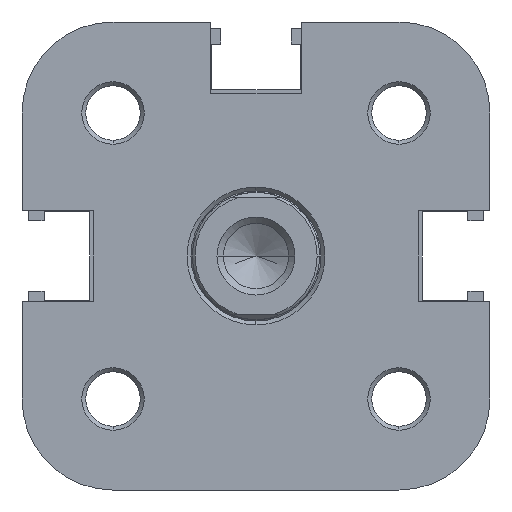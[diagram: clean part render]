
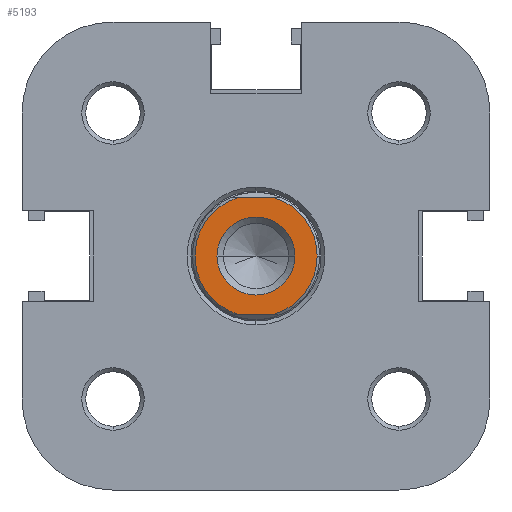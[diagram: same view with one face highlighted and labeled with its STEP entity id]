
A CAD part, left-side view. The second image highlights one B-rep face of the part: STEP entity #5193.
In plain terms, the highlighted face is planar.
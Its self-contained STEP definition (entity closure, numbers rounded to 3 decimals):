
#4 = EDGE_CURVE ( 'NONE', #3935, #3987, #4972, .T. ) ;
#10 = EDGE_CURVE ( 'NONE', #3981, #3979, #4979, .T. ) ;
#11 = EDGE_CURVE ( 'NONE', #3935, #3983, #4978, .T. ) ;
#12 = EDGE_CURVE ( 'NONE', #3972, #3991, #4977, .T. ) ;
#16 = EDGE_CURVE ( 'NONE', #3991, #3983, #4983, .T. ) ;
#26 = EDGE_CURVE ( 'NONE', #3987, #3972, #4997, .T. ) ;
#186 = EDGE_CURVE ( 'NONE', #3979, #3981, #880, .T. ) ;
#880 = CIRCLE ( 'NONE', #906, 3. ) ;
#906 = AXIS2_PLACEMENT_3D ( 'NONE', #1463, #1465, #1466 ) ;
#922 = AXIS2_PLACEMENT_3D ( 'NONE', #1029, #1030, #1031 ) ;
#923 = AXIS2_PLACEMENT_3D ( 'NONE', #1046, #1047, #1048 ) ;
#929 = AXIS2_PLACEMENT_3D ( 'NONE', #1075, #1077, #1078 ) ;
#962 = AXIS2_PLACEMENT_3D ( 'NONE', #1012, #1013, #1014 ) ;
#1012 = CARTESIAN_POINT ( 'NONE',  ( 189., 0., 0. ) ) ;
#1013 = DIRECTION ( 'NONE',  ( -1., 0., 0. ) ) ;
#1014 = DIRECTION ( 'NONE',  ( 0., 0., -1. ) ) ;
#1027 = CARTESIAN_POINT ( 'NONE',  ( 189., 4.5, -10. ) ) ;
#1029 = CARTESIAN_POINT ( 'NONE',  ( 189., 0., 0. ) ) ;
#1030 = DIRECTION ( 'NONE',  ( 1., 0., 0. ) ) ;
#1031 = DIRECTION ( 'NONE',  ( 0., 0., -1. ) ) ;
#1032 = CARTESIAN_POINT ( 'NONE',  ( 189., -4.5, -10. ) ) ;
#1034 = DIRECTION ( 'NONE',  ( 0., 0., 1. ) ) ;
#1036 = DIRECTION ( 'NONE',  ( 0., 0., 1. ) ) ;
#1046 = CARTESIAN_POINT ( 'NONE',  ( 189., 0., 0. ) ) ;
#1047 = DIRECTION ( 'NONE',  ( -1., 0., 0. ) ) ;
#1048 = DIRECTION ( 'NONE',  ( 0., 0., -1. ) ) ;
#1075 = CARTESIAN_POINT ( 'NONE',  ( 189., 0., 0. ) ) ;
#1077 = DIRECTION ( 'NONE',  ( -1., 0., 0. ) ) ;
#1078 = DIRECTION ( 'NONE',  ( 0., 0., -1. ) ) ;
#1463 = CARTESIAN_POINT ( 'NONE',  ( 189., 0., 0. ) ) ;
#1465 = DIRECTION ( 'NONE',  ( 1., 0., 0. ) ) ;
#1466 = DIRECTION ( 'NONE',  ( 0., 0., -1. ) ) ;
#3031 = FACE_BOUND ( 'NONE', #4092, .T. ) ;
#3040 = FACE_OUTER_BOUND ( 'NONE', #4064, .T. ) ;
#3480 = AXIS2_PLACEMENT_3D ( 'NONE', #6182, #6184, #6185 ) ;
#3935 = VERTEX_POINT ( 'NONE', #5616 ) ;
#3972 = VERTEX_POINT ( 'NONE', #5651 ) ;
#3979 = VERTEX_POINT ( 'NONE', #5658 ) ;
#3981 = VERTEX_POINT ( 'NONE', #5660 ) ;
#3983 = VERTEX_POINT ( 'NONE', #5662 ) ;
#3987 = VERTEX_POINT ( 'NONE', #5666 ) ;
#3991 = VERTEX_POINT ( 'NONE', #5670 ) ;
#4064 = EDGE_LOOP ( 'NONE', ( #4651, #4652, #4653, #4654, #4655 ) ) ;
#4092 = EDGE_LOOP ( 'NONE', ( #4649, #4650 ) ) ;
#4649 = ORIENTED_EDGE ( 'NONE', *, *, #10, .F. ) ;
#4650 = ORIENTED_EDGE ( 'NONE', *, *, #186, .F. ) ;
#4651 = ORIENTED_EDGE ( 'NONE', *, *, #11, .T. ) ;
#4652 = ORIENTED_EDGE ( 'NONE', *, *, #16, .F. ) ;
#4653 = ORIENTED_EDGE ( 'NONE', *, *, #12, .F. ) ;
#4654 = ORIENTED_EDGE ( 'NONE', *, *, #26, .F. ) ;
#4655 = ORIENTED_EDGE ( 'NONE', *, *, #4, .F. ) ;
#4972 = CIRCLE ( 'NONE', #962, 4.7 ) ;
#4976 = VECTOR ( 'NONE', #1034, 1000. ) ;
#4977 = LINE ( 'NONE', #1032, #4980 ) ;
#4978 = LINE ( 'NONE', #1027, #4976 ) ;
#4979 = CIRCLE ( 'NONE', #922, 3. ) ;
#4980 = VECTOR ( 'NONE', #1036, 1000. ) ;
#4983 = CIRCLE ( 'NONE', #923, 4.7 ) ;
#4997 = CIRCLE ( 'NONE', #929, 4.7 ) ;
#5193 = ADVANCED_FACE ( 'NONE', ( #3031, #3040 ), #6183, .F. ) ;
#5616 = CARTESIAN_POINT ( 'NONE',  ( 189., 4.5, -1.356 ) ) ;
#5651 = CARTESIAN_POINT ( 'NONE',  ( 189., -4.5, -1.356 ) ) ;
#5658 = CARTESIAN_POINT ( 'NONE',  ( 189., 0., -3. ) ) ;
#5660 = CARTESIAN_POINT ( 'NONE',  ( 189., 0., 3. ) ) ;
#5662 = CARTESIAN_POINT ( 'NONE',  ( 189., 4.5, 1.356 ) ) ;
#5666 = CARTESIAN_POINT ( 'NONE',  ( 189., 0., -4.7 ) ) ;
#5670 = CARTESIAN_POINT ( 'NONE',  ( 189., -4.5, 1.356 ) ) ;
#6182 = CARTESIAN_POINT ( 'NONE',  ( 189., 0., 0. ) ) ;
#6183 = PLANE ( 'NONE',  #3480 ) ;
#6184 = DIRECTION ( 'NONE',  ( -1., 0., 0. ) ) ;
#6185 = DIRECTION ( 'NONE',  ( 0., 0., -1. ) ) ;
